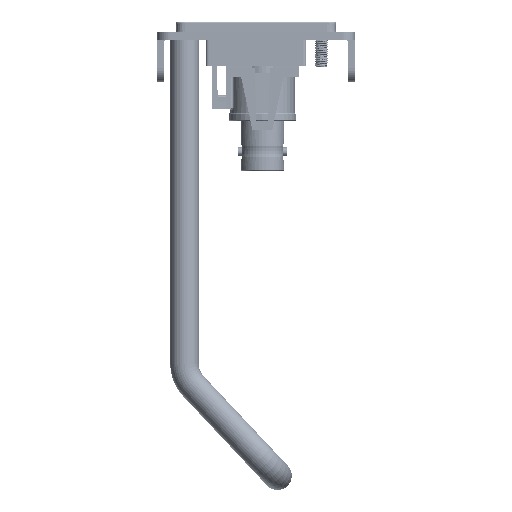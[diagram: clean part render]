
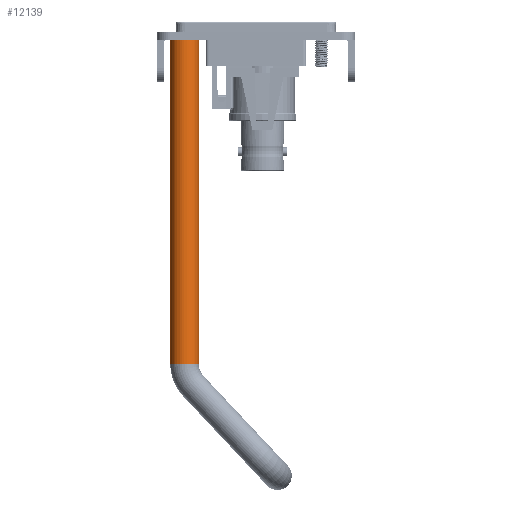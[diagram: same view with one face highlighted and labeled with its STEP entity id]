
A CAD part, left-side view. The second image highlights one B-rep face of the part: STEP entity #12139.
In plain terms, the highlighted cylindrical face has radius 3.175 mm (diameter 6.35 mm), a full revolution.
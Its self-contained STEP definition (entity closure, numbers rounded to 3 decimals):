
#1044=CYLINDRICAL_SURFACE('',#12951,3.175);
#1807=FACE_OUTER_BOUND('',#2528,.T.);
#2528=EDGE_LOOP('',(#9380,#9381,#9382,#9383,#9384));
#3366=LINE('',#18059,#4427);
#4427=VECTOR('',#14725,3.175);
#5246=CIRCLE('',#12952,3.175);
#5247=CIRCLE('',#12953,3.175);
#5248=CIRCLE('',#12954,3.175);
#5862=VERTEX_POINT('',#18056);
#5863=VERTEX_POINT('',#18058);
#5864=VERTEX_POINT('',#18060);
#7165=EDGE_CURVE('',#5862,#5862,#5246,.T.);
#7166=EDGE_CURVE('',#5862,#5863,#3366,.T.);
#7167=EDGE_CURVE('',#5863,#5864,#5247,.T.);
#7168=EDGE_CURVE('',#5864,#5863,#5248,.T.);
#9380=ORIENTED_EDGE('',*,*,#7165,.F.);
#9381=ORIENTED_EDGE('',*,*,#7166,.T.);
#9382=ORIENTED_EDGE('',*,*,#7167,.T.);
#9383=ORIENTED_EDGE('',*,*,#7168,.T.);
#9384=ORIENTED_EDGE('',*,*,#7166,.F.);
#12139=ADVANCED_FACE('',(#1807),#1044,.T.);
#12951=AXIS2_PLACEMENT_3D('',#18055,#14721,#14722);
#12952=AXIS2_PLACEMENT_3D('',#18057,#14723,#14724);
#12953=AXIS2_PLACEMENT_3D('',#18061,#14726,#14727);
#12954=AXIS2_PLACEMENT_3D('',#18062,#14728,#14729);
#14721=DIRECTION('center_axis',(0.,0.,
-1.));
#14722=DIRECTION('ref_axis',(1.,0.,0.));
#14723=DIRECTION('center_axis',(0.,0.,
-1.));
#14724=DIRECTION('ref_axis',(1.,0.,0.));
#14725=DIRECTION('',(0.,0.,1.));
#14726=DIRECTION('center_axis',(0.,0.,
-1.));
#14727=DIRECTION('ref_axis',(1.,0.,0.));
#14728=DIRECTION('center_axis',(0.,0.,
-1.));
#14729=DIRECTION('ref_axis',(1.,0.,0.));
#18055=CARTESIAN_POINT('Origin',(-423.,0.,72.));
#18056=CARTESIAN_POINT('',(-426.175,0.,0.));
#18057=CARTESIAN_POINT('Origin',(-423.,0.,0.));
#18058=CARTESIAN_POINT('',(-426.175,0.,72.));
#18059=CARTESIAN_POINT('',(-426.175,0.,72.));
#18060=CARTESIAN_POINT('',(-423.,3.175,72.));
#18061=CARTESIAN_POINT('Origin',(-423.,0.,72.));
#18062=CARTESIAN_POINT('Origin',(-423.,0.,72.));
